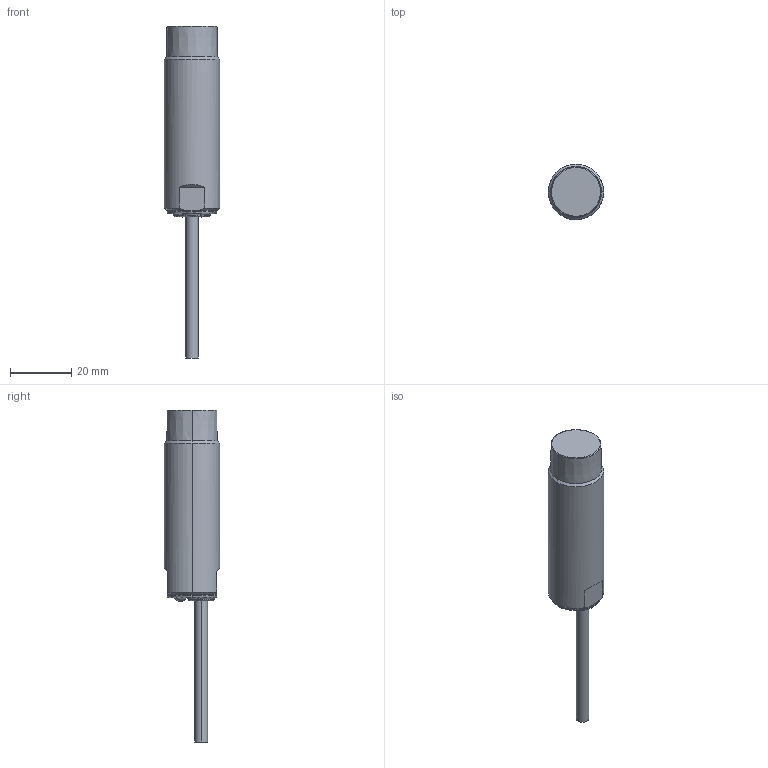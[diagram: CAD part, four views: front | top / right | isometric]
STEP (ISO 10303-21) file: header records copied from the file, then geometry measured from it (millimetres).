
FILE_DESCRIPTION((''),'2;1');
FILE_NAME('LONG_NO_FLUSH_CABLE_ASM','2018-05-23T',('Eric.Zhang'),(''),'PRO/ENGINEER BY PARAMETRIC TECHNOLOGY CORPORATION, 2007450','PRO/ENGINEER BY PARAMETRIC TECHNOLOGY CORPORATION, 2007450','');
FILE_SCHEMA(('AUTOMOTIVE_DESIGN_CC2 { 1 2 10303 214 -1 1 5 2 }'));
Length unit declared in the file: millimetre
Products named in the file (10): 84-023; 93-013; 93-011; 58-215; 57-253-1; LONG_NO_FLUSH_CABLE_PCB; 56-923; 92-365; COMOUND_LNC; LONG_NO_FLUSH_CABLE_ASM
Assembly tree (10 placements, depth 2):
  LONG_NO_FLUSH_CABLE_ASM
    84-023
    93-013
    93-011
    58-215
    57-253-1
    LONG_NO_FLUSH_CABLE_PCB
    56-923
    92-365  x2
    COMOUND_LNC
Bounding box: 18 x 18 x 108 mm (x, y, z)
Volume: 15626.4 mm3; surface area: 17341.7 mm2
Topology: 11 solids, 11 shells, 422 faces, 1050 edges, 655 vertices
Faces by surface type: plane 160, cylinder 116, torus 63, cone 52, bspline 23, sphere 8
Entity records: 15560 total; most frequent: CARTESIAN_POINT 3615, DIRECTION 2208, ORIENTED_EDGE 2048, EDGE_CURVE 1024, AXIS2_PLACEMENT_3D 862, VERTEX_POINT 642, PRESENTATION_STYLE_ASSIGNMENT 580, STYLED_ITEM 580
